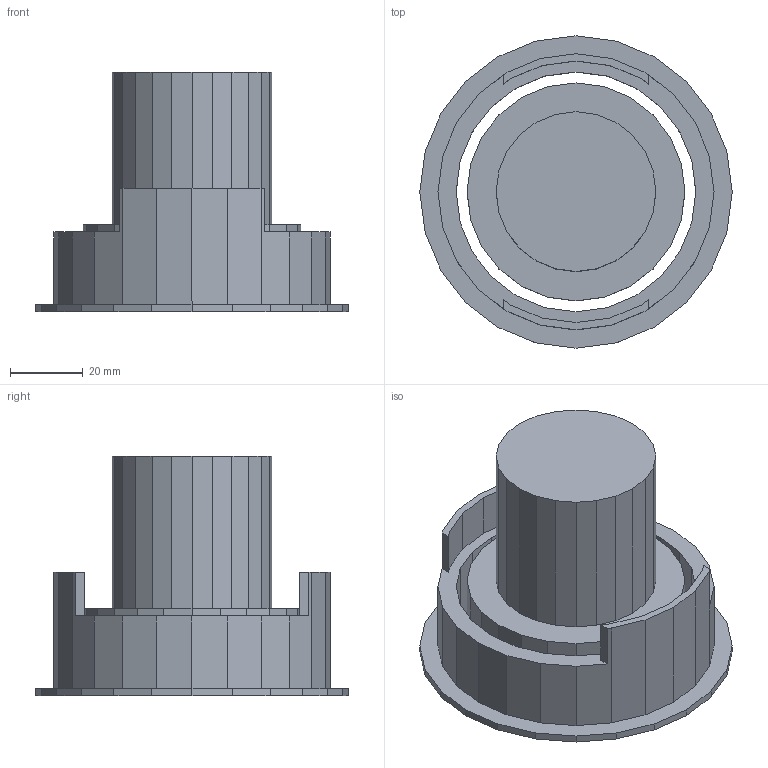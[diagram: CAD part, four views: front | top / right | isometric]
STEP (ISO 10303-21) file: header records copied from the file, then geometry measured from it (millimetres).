
FILE_DESCRIPTION(/* description */ ('This is a sample STEP configuration'),/* implementation_level */ '2;1');
FILE_NAME(/* name */ '684-0040xxxxxxxxx SIMPLE.ipt_Rev_00.stp',/* time_stamp */ '2023-11-23T14:04:37+01:00',/* author */ ('powerJobs'),/* organization */ ('coolOrange'),/* preprocessor_version */ 'ST-DEVELOPER v19.2',/* originating_system */ 'Autodesk Inventor 2023',/* authorisation */ '');
FILE_SCHEMA (('AUTOMOTIVE_DESIGN { 1 0 10303 214 3 1 1 }'));
Length unit declared in the file: millimetre
Products named in the file (1): ENG000031165
Bounding box: 86 x 86 x 66 mm (x, y, z)
Volume: 126410.4 mm3; surface area: 33410.1 mm2
Topology: 2 solids, 2 shells, 169 faces, 486 edges, 324 vertices
Faces by surface type: plane 169
Entity records: 5466 total; most frequent: CARTESIAN_POINT 980, ORIENTED_EDGE 972, DIRECTION 826, LINE 486, VECTOR 486, EDGE_CURVE 486, VERTEX_POINT 324, EDGE_LOOP 174
